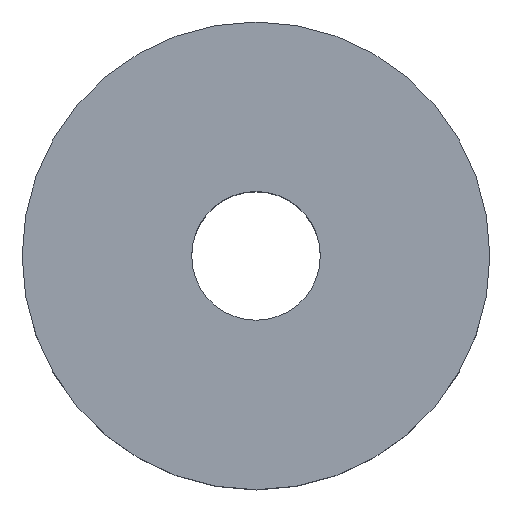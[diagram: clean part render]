
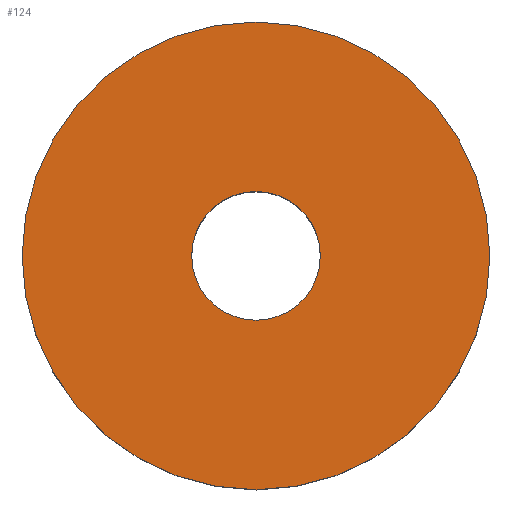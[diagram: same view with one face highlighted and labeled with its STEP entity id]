
A CAD part, top view. The second image highlights one B-rep face of the part: STEP entity #124.
In plain terms, the highlighted planar face has unit normal (0, 0, 1).
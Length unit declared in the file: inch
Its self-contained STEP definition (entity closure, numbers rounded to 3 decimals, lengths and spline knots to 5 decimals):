
#19=PLANE('',#146);
#29=FACE_BOUND('',#59,.T.);
#39=FACE_OUTER_BOUND('',#58,.T.);
#58=EDGE_LOOP('',(#108));
#59=EDGE_LOOP('',(#109));
#67=CIRCLE('',#141,0.13);
#68=CIRCLE('',#143,0.4725);
#77=VERTEX_POINT('',#211);
#78=VERTEX_POINT('',#214);
#87=EDGE_CURVE('',#77,#77,#67,.T.);
#88=EDGE_CURVE('',#78,#78,#68,.T.);
#108=ORIENTED_EDGE('',*,*,#88,.T.);
#109=ORIENTED_EDGE('',*,*,#87,.T.);
#124=ADVANCED_FACE('',(#39,#29),#19,.F.);
#141=AXIS2_PLACEMENT_3D('',#212,#177,#178);
#143=AXIS2_PLACEMENT_3D('',#215,#181,#182);
#146=AXIS2_PLACEMENT_3D('',#219,#187,#188);
#177=DIRECTION('center_axis',(0.,0.,
-1.));
#178=DIRECTION('ref_axis',(-1.,0.,0.));
#181=DIRECTION('center_axis',(0.,0.,
1.));
#182=DIRECTION('ref_axis',(-1.,0.,0.));
#187=DIRECTION('center_axis',(0.,0.,
-1.));
#188=DIRECTION('ref_axis',(-1.,0.,0.));
#211=CARTESIAN_POINT('',(0.13663,-3.93289,0.05));
#212=CARTESIAN_POINT('Origin',(0.00663,-3.93289,0.05));
#214=CARTESIAN_POINT('',(0.47913,-3.93289,0.05));
#215=CARTESIAN_POINT('Origin',(0.00663,-3.93289,0.05));
#219=CARTESIAN_POINT('Origin',(0.00663,-3.93289,0.05));
